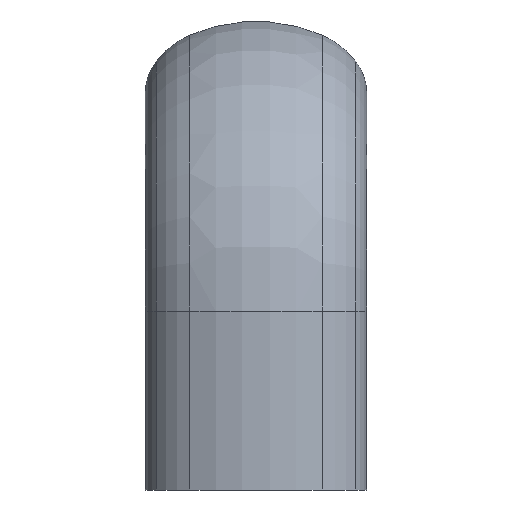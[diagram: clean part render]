
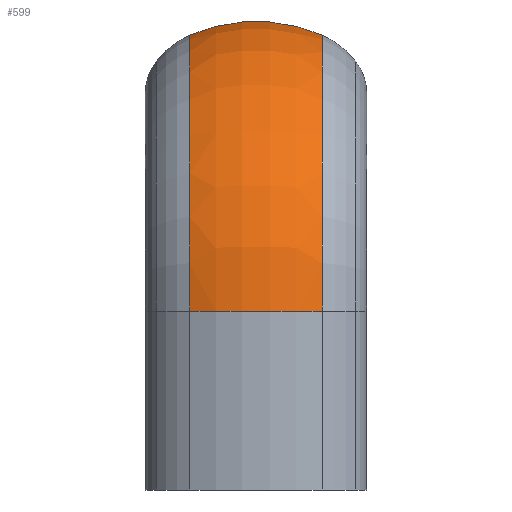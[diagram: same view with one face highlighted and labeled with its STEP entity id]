
A CAD part, left-side view. The second image highlights one B-rep face of the part: STEP entity #599.
In plain terms, the highlighted toroidal (fillet/blend) face has major radius 14.328 mm and minor radius 19.672 mm.
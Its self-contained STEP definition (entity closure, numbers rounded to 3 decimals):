
#439=VERTEX_POINT('',#1039);
#519=EDGE_CURVE('',#439,#827,#1129,.T.);
#533=EDGE_CURVE('',#593,#563,#1144,.T.);
#547=EDGE_CURVE('',#563,#827,#1158,.T.);
#563=VERTEX_POINT('',#1177);
#583=EDGE_CURVE('',#593,#439,#1200,.T.);
#593=VERTEX_POINT('',#1210);
#599=ADVANCED_FACE('',(#1216),#1217,.T.);
#827=VERTEX_POINT('',#1474);
#1039=CARTESIAN_POINT('',(25.5,-7.782,53.395));
#1129=CIRCLE('',#1840,19.672);
#1144=CIRCLE('',#1858,19.672);
#1158=CIRCLE('',#1881,32.395);
#1177=CARTESIAN_POINT('',(-6.895,7.782,21.0));
#1200=CIRCLE('',#1934,32.395);
#1210=CARTESIAN_POINT('',(-6.895,-7.782,21.0));
#1216=FACE_OUTER_BOUND('',#1958,.T.);
#1217=TOROIDAL_SURFACE('',#1959,14.328,19.672);
#1474=CARTESIAN_POINT('',(25.5,7.782,53.395));
#1840=AXIS2_PLACEMENT_3D('',#2677,#2678,#2679);
#1858=AXIS2_PLACEMENT_3D('',#2694,#2695,#2696);
#1881=AXIS2_PLACEMENT_3D('',#2706,#2707,#2708);
#1934=AXIS2_PLACEMENT_3D('',#2771,#2772,#2773);
#1958=EDGE_LOOP('',(#2789,#2790,#2791,#2792));
#1959=AXIS2_PLACEMENT_3D('',#2793,#2794,#2795);
#2677=CARTESIAN_POINT('',(25.5,0.,35.328));
#2678=DIRECTION('',(-1.0,0.,0.));
#2679=DIRECTION('',(0.,0.396,0.918));
#2694=CARTESIAN_POINT('',(11.172,0.,21.0));
#2695=DIRECTION('',(0.0,0.0,-1.0));
#2696=DIRECTION('',(-0.918,0.396,0.0));
#2706=CARTESIAN_POINT('',(25.5,7.782,21.0));
#2707=DIRECTION('',(0.0,1.0,0.0));
#2708=DIRECTION('',(-1.0,0.0,0.0));
#2771=CARTESIAN_POINT('',(25.5,-7.782,21.0));
#2772=DIRECTION('',(0.0,1.0,0.0));
#2773=DIRECTION('',(-1.0,0.0,0.0));
#2789=ORIENTED_EDGE('',*,*,#519,.T.);
#2790=ORIENTED_EDGE('',*,*,#547,.F.);
#2791=ORIENTED_EDGE('',*,*,#533,.F.);
#2792=ORIENTED_EDGE('',*,*,#583,.T.);
#2793=CARTESIAN_POINT('',(25.5,0.,21.0));
#2794=DIRECTION('',(0.0,1.0,0.0));
#2795=DIRECTION('',(0.0,0.0,-1.0));
